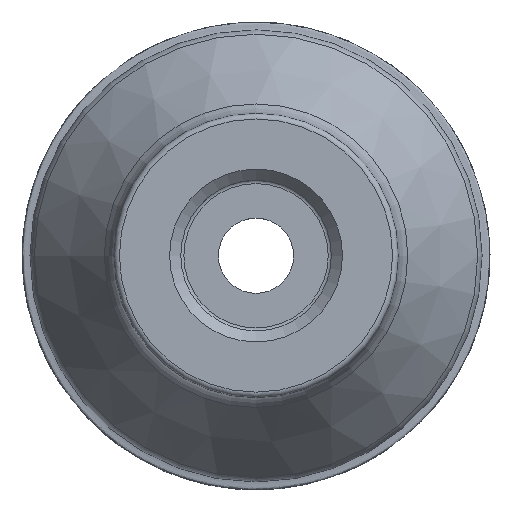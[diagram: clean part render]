
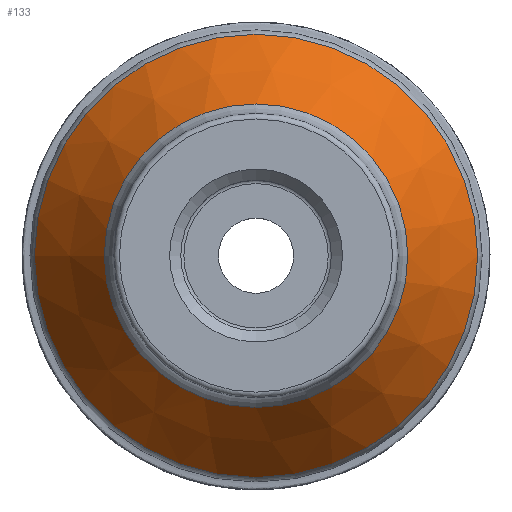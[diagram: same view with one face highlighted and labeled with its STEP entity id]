
A CAD part, top view. The second image highlights one B-rep face of the part: STEP entity #133.
In plain terms, the highlighted conical face has half-angle 34.15 degrees and reference radius 27.224 mm.
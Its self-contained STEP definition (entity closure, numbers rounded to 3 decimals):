
#133=ADVANCED_FACE('S5',(#186,#187),#165,.T.);
#165=CONICAL_SURFACE('',#626,27.224,34.15);
#186=FACE_BOUND('',#255,.T.);
#187=FACE_BOUND('',#256,.T.);
#255=EDGE_LOOP('',(#323));
#256=EDGE_LOOP('',(#324));
#323=ORIENTED_EDGE('',*,*,#425,.T.);
#324=ORIENTED_EDGE('',*,*,#426,.T.);
#390=VERTEX_POINT('',#902);
#391=VERTEX_POINT('',#904);
#425=EDGE_CURVE('',#390,#390,#459,.T.);
#426=EDGE_CURVE('',#391,#391,#460,.T.);
#459=CIRCLE('',#624,39.764);
#460=CIRCLE('',#625,27.224);
#624=AXIS2_PLACEMENT_3D('',#901,#744,#745);
#625=AXIS2_PLACEMENT_3D('',#903,#746,#747);
#626=AXIS2_PLACEMENT_3D('',#905,#748,#749);
#744=DIRECTION('',(0.,0.,1.));
#745=DIRECTION('',(1.,0.,0.));
#746=DIRECTION('',(0.,0.,-1.));
#747=DIRECTION('',(-1.,0.,0.));
#748=DIRECTION('',(0.,0.,-1.));
#749=DIRECTION('',(-1.,0.,0.));
#901=CARTESIAN_POINT('',(0.,0.,-37.6));
#902=CARTESIAN_POINT('',(39.764,0.,-37.6));
#903=CARTESIAN_POINT('',(0.,0.,-19.114));
#904=CARTESIAN_POINT('',(-27.224,0.,-19.114));
#905=CARTESIAN_POINT('',(0.,0.,-19.114));
